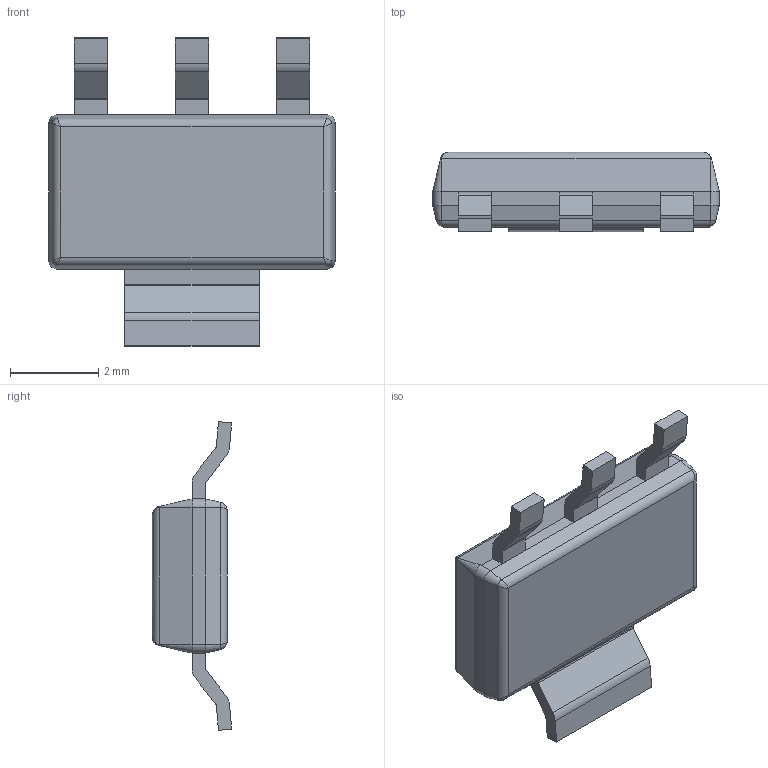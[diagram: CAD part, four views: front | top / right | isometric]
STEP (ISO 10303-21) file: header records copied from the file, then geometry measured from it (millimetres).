
FILE_DESCRIPTION (( 'STEP AP214' ), '1' );
FILE_NAME ('MIC5209-3.6YS.STEP', '2018-10-25T09:37:06', ( '' ), ( '' ), 'SwSTEP 2.0', 'SolidWorks 2017', '' );
FILE_SCHEMA (( 'AUTOMOTIVE_DESIGN' ));
Length unit declared in the file: millimetre
Products named in the file (1): MIC5209-3.6YS
Bounding box: 6.5 x 1.8 x 7 mm (x, y, z)
Volume: 39.1 mm3; surface area: 98.9 mm2
Topology: 5 solids, 5 shells, 98 faces, 232 edges, 136 vertices
Faces by surface type: plane 54, cylinder 28, cone 8, bspline 8
Entity records: 4590 total; most frequent: CARTESIAN_POINT 2363, ORIENTED_EDGE 448, DIRECTION 422, EDGE_CURVE 224, VECTOR 160, LINE 160, VERTEX_POINT 136, AXIS2_PLACEMENT_3D 131
